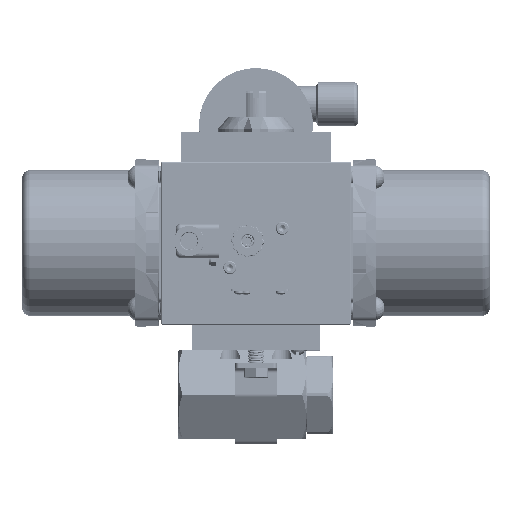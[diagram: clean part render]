
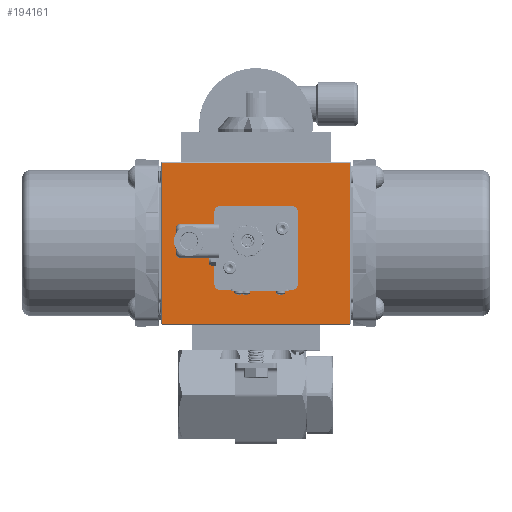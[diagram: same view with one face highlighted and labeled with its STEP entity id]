
A CAD part, top view. The second image highlights one B-rep face of the part: STEP entity #194161.
In plain terms, the highlighted planar face has unit normal (0, 0, 1).
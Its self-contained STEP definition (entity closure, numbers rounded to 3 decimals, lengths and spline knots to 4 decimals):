
#4108 = AXIS2_PLACEMENT_3D ( 'NONE', #190493, #93788, #206778 ) ;
#4114 = CARTESIAN_POINT ( 'NONE',  ( 2.253, 5.56, 1.55 ) ) ;
#4261 = EDGE_CURVE ( 'NONE', #111443, #166345, #84389, .T. ) ;
#4523 = LINE ( 'NONE', #128548, #37438 ) ;
#5773 = VERTEX_POINT ( 'NONE', #17688 ) ;
#6231 = CIRCLE ( 'NONE', #89207, 0.125 ) ;
#7184 = CARTESIAN_POINT ( 'NONE',  ( 1.003, 4.515, 1.55 ) ) ;
#13194 = DIRECTION ( 'NONE',  ( -1., 0., 0. ) ) ;
#14737 = EDGE_CURVE ( 'NONE', #20590, #99357, #28902, .T. ) ;
#16099 = DIRECTION ( 'NONE',  ( 0., 0., -1. ) ) ;
#16187 = ORIENTED_EDGE ( 'NONE', *, *, #191421, .T. ) ;
#16768 = VERTEX_POINT ( 'NONE', #42901 ) ;
#16883 = AXIS2_PLACEMENT_3D ( 'NONE', #112919, #16099, #129144 ) ;
#17688 = CARTESIAN_POINT ( 'NONE',  ( -2.253, 5.56, 1.55 ) ) ;
#19217 = CARTESIAN_POINT ( 'NONE',  ( 0.878, 2.515, 1.55 ) ) ;
#20590 = VERTEX_POINT ( 'NONE', #159167 ) ;
#23466 = DIRECTION ( 'NONE',  ( 0., 1., 0. ) ) ;
#25107 = CARTESIAN_POINT ( 'NONE',  ( 2.253, 5.58, 1.55 ) ) ;
#26714 = FACE_BOUND ( 'NONE', #52767, .T. ) ;
#28902 = LINE ( 'NONE', #102752, #109775 ) ;
#36527 = ORIENTED_EDGE ( 'NONE', *, *, #14737, .F. ) ;
#37319 = CARTESIAN_POINT ( 'NONE',  ( -0.997, 2.64, 1.55 ) ) ;
#37438 = VECTOR ( 'NONE', #144733, 39.3701 ) ;
#39548 = ORIENTED_EDGE ( 'NONE', *, *, #47995, .T. ) ;
#42901 = CARTESIAN_POINT ( 'NONE',  ( 2.253, 1.7, 1.55 ) ) ;
#46440 = CARTESIAN_POINT ( 'NONE',  ( 0.878, 4.515, 1.55 ) ) ;
#46451 = VECTOR ( 'NONE', #85960, 39.3701 ) ;
#47995 = EDGE_CURVE ( 'NONE', #111443, #99357, #203503, .T. ) ;
#52767 = EDGE_LOOP ( 'NONE', ( #36527, #162899, #130109, #132759, #180776, #188426, #122833, #39548 ) ) ;
#57622 = DIRECTION ( 'NONE',  ( 0., 1., 0. ) ) ;
#64627 = CIRCLE ( 'NONE', #162894, 0.125 ) ;
#65163 = LINE ( 'NONE', #7184, #145958 ) ;
#68130 = VECTOR ( 'NONE', #162161, 39.3701 ) ;
#69333 = ORIENTED_EDGE ( 'NONE', *, *, #191731, .T. ) ;
#69681 = CARTESIAN_POINT ( 'NONE',  ( -0.997, 2.515, 1.55 ) ) ;
#75738 = LINE ( 'NONE', #94517, #156483 ) ;
#79447 = LINE ( 'NONE', #25107, #203251 ) ;
#84389 = LINE ( 'NONE', #69681, #46451 ) ;
#85171 = EDGE_CURVE ( 'NONE', #20590, #179740, #103858, .T. ) ;
#85960 = DIRECTION ( 'NONE',  ( 1., 0., 0. ) ) ;
#87471 = DIRECTION ( 'NONE',  ( 0., 0., -1. ) ) ;
#88147 = CARTESIAN_POINT ( 'NONE',  ( 0.878, 2.64, 1.55 ) ) ;
#88935 = VERTEX_POINT ( 'NONE', #149113 ) ;
#89207 = AXIS2_PLACEMENT_3D ( 'NONE', #94238, #207230, #110456 ) ;
#93788 = DIRECTION ( 'NONE',  ( 0., 0., -1. ) ) ;
#94238 = CARTESIAN_POINT ( 'NONE',  ( 0.878, 4.39, 1.55 ) ) ;
#94517 = CARTESIAN_POINT ( 'NONE',  ( 2.273, 5.56, 1.55 ) ) ;
#99357 = VERTEX_POINT ( 'NONE', #37319 ) ;
#99598 = ORIENTED_EDGE ( 'NONE', *, *, #190785, .T. ) ;
#102752 = CARTESIAN_POINT ( 'NONE',  ( -0.997, 4.515, 1.55 ) ) ;
#103858 = CIRCLE ( 'NONE', #4108, 0.125 ) ;
#104397 = DIRECTION ( 'NONE',  ( 0., 1., 0. ) ) ;
#105202 = CARTESIAN_POINT ( 'NONE',  ( 1.003, 2.64, 1.55 ) ) ;
#109775 = VECTOR ( 'NONE', #118971, 39.3701 ) ;
#110456 = DIRECTION ( 'NONE',  ( 0., 1., 0. ) ) ;
#111269 = VERTEX_POINT ( 'NONE', #4114 ) ;
#111443 = VERTEX_POINT ( 'NONE', #172753 ) ;
#112919 = CARTESIAN_POINT ( 'NONE',  ( -0.872, 2.64, 1.55 ) ) ;
#113959 = CARTESIAN_POINT ( 'NONE',  ( -2.253, 5.58, 1.55 ) ) ;
#116135 = LINE ( 'NONE', #178465, #68130 ) ;
#118971 = DIRECTION ( 'NONE',  ( 0., -1., 0. ) ) ;
#122833 = ORIENTED_EDGE ( 'NONE', *, *, #4261, .F. ) ;
#128548 = CARTESIAN_POINT ( 'NONE',  ( 2.273, 1.7, 1.55 ) ) ;
#129144 = DIRECTION ( 'NONE',  ( 0., 1., 0. ) ) ;
#129292 = VERTEX_POINT ( 'NONE', #46440 ) ;
#130109 = ORIENTED_EDGE ( 'NONE', *, *, #171956, .F. ) ;
#130196 = DIRECTION ( 'NONE',  ( 0., -1., 0. ) ) ;
#131048 = VECTOR ( 'NONE', #130196, 39.3701 ) ;
#131642 = CARTESIAN_POINT ( 'NONE',  ( 1.003, 4.39, 1.55 ) ) ;
#132759 = ORIENTED_EDGE ( 'NONE', *, *, #142179, .T. ) ;
#141134 = LINE ( 'NONE', #113959, #131048 ) ;
#142179 = EDGE_CURVE ( 'NONE', #129292, #159014, #6231, .T. ) ;
#144733 = DIRECTION ( 'NONE',  ( 1., 0., 0. ) ) ;
#145958 = VECTOR ( 'NONE', #23466, 39.3701 ) ;
#149113 = CARTESIAN_POINT ( 'NONE',  ( -2.253, 1.7, 1.55 ) ) ;
#151654 = CARTESIAN_POINT ( 'NONE',  ( 2.273, 5.58, 1.55 ) ) ;
#152067 = AXIS2_PLACEMENT_3D ( 'NONE', #151654, #87471, #200418 ) ;
#156483 = VECTOR ( 'NONE', #13194, 39.3701 ) ;
#159014 = VERTEX_POINT ( 'NONE', #131642 ) ;
#159167 = CARTESIAN_POINT ( 'NONE',  ( -0.997, 4.39, 1.55 ) ) ;
#162161 = DIRECTION ( 'NONE',  ( -1., 0., 0. ) ) ;
#162894 = AXIS2_PLACEMENT_3D ( 'NONE', #88147, #201120, #104397 ) ;
#162899 = ORIENTED_EDGE ( 'NONE', *, *, #85171, .T. ) ;
#166345 = VERTEX_POINT ( 'NONE', #19217 ) ;
#166745 = EDGE_LOOP ( 'NONE', ( #170147, #99598, #16187, #69333 ) ) ;
#167852 = PLANE ( 'NONE',  #152067 ) ;
#168754 = EDGE_CURVE ( 'NONE', #16768, #111269, #79447, .T. ) ;
#170147 = ORIENTED_EDGE ( 'NONE', *, *, #168754, .T. ) ;
#171956 = EDGE_CURVE ( 'NONE', #129292, #179740, #116135, .T. ) ;
#172753 = CARTESIAN_POINT ( 'NONE',  ( -0.872, 2.515, 1.55 ) ) ;
#178465 = CARTESIAN_POINT ( 'NONE',  ( -0.997, 4.515, 1.55 ) ) ;
#179740 = VERTEX_POINT ( 'NONE', #189228 ) ;
#180776 = ORIENTED_EDGE ( 'NONE', *, *, #207548, .F. ) ;
#188426 = ORIENTED_EDGE ( 'NONE', *, *, #194172, .T. ) ;
#189228 = CARTESIAN_POINT ( 'NONE',  ( -0.872, 4.515, 1.55 ) ) ;
#190493 = CARTESIAN_POINT ( 'NONE',  ( -0.872, 4.39, 1.55 ) ) ;
#190785 = EDGE_CURVE ( 'NONE', #111269, #5773, #75738, .T. ) ;
#191421 = EDGE_CURVE ( 'NONE', #5773, #88935, #141134, .T. ) ;
#191731 = EDGE_CURVE ( 'NONE', #88935, #16768, #4523, .T. ) ;
#193513 = FACE_OUTER_BOUND ( 'NONE', #166745, .T. ) ;
#194161 = ADVANCED_FACE ( 'NONE', ( #193513, #26714 ), #167852, .F. ) ;
#194172 = EDGE_CURVE ( 'NONE', #203460, #166345, #64627, .T. ) ;
#200418 = DIRECTION ( 'NONE',  ( 0., 1., 0. ) ) ;
#201120 = DIRECTION ( 'NONE',  ( 0., 0., -1. ) ) ;
#203251 = VECTOR ( 'NONE', #57622, 39.3701 ) ;
#203460 = VERTEX_POINT ( 'NONE', #105202 ) ;
#203503 = CIRCLE ( 'NONE', #16883, 0.125 ) ;
#206778 = DIRECTION ( 'NONE',  ( 0., 1., 0. ) ) ;
#207230 = DIRECTION ( 'NONE',  ( 0., 0., -1. ) ) ;
#207548 = EDGE_CURVE ( 'NONE', #203460, #159014, #65163, .T. ) ;
